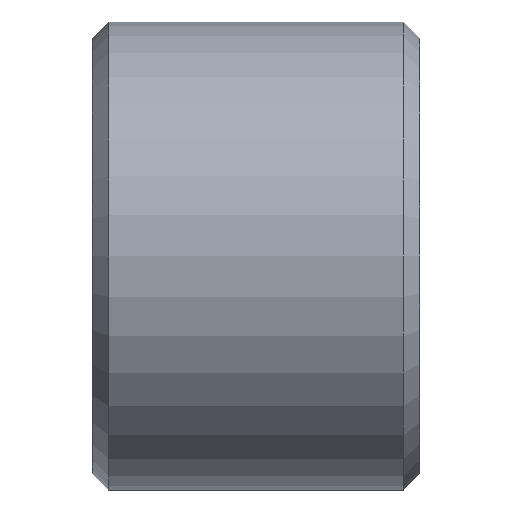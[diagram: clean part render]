
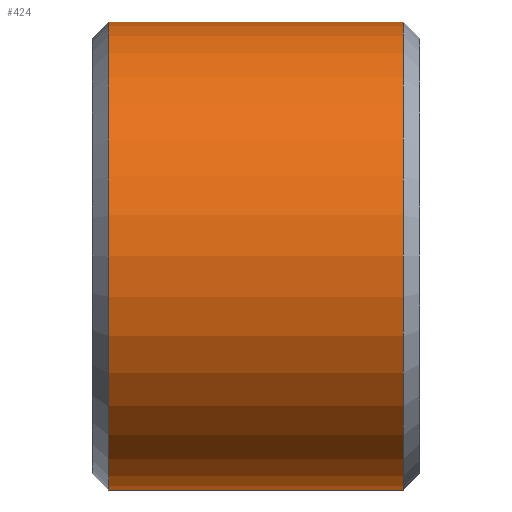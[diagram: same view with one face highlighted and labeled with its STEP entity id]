
A CAD part, left-side view. The second image highlights one B-rep face of the part: STEP entity #424.
In plain terms, the highlighted cylindrical face has radius 7.15 mm (diameter 14.3 mm), a partial arc.
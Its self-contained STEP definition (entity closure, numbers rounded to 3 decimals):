
#23 = CARTESIAN_POINT ( 'NONE',  ( 0., 9.5, -7.15 ) ) ;
#29 = DIRECTION ( 'NONE',  ( 0., 1., 0. ) ) ;
#33 = DIRECTION ( 'NONE',  ( 0., 0., -1. ) ) ;
#39 = VECTOR ( 'NONE', #112, 1000. ) ;
#88 = CYLINDRICAL_SURFACE ( 'NONE', #777, 7.15 ) ;
#112 = DIRECTION ( 'NONE',  ( 0., -1., 0. ) ) ;
#136 = CARTESIAN_POINT ( 'NONE',  ( 0., 0.5, -7.15 ) ) ;
#167 = CARTESIAN_POINT ( 'NONE',  ( 0., 10., 0. ) ) ;
#169 = CARTESIAN_POINT ( 'NONE',  ( 0., 0.5, 0. ) ) ;
#210 = ORIENTED_EDGE ( 'NONE', *, *, #886, .F. ) ;
#248 = CARTESIAN_POINT ( 'NONE',  ( 0., 10., -7.15 ) ) ;
#287 = VERTEX_POINT ( 'NONE', #136 ) ;
#332 = DIRECTION ( 'NONE',  ( 0., -1., 0. ) ) ;
#390 = DIRECTION ( 'NONE',  ( 0., 0., 1. ) ) ;
#424 = ADVANCED_FACE ( 'NONE', ( #537 ), #88, .T. ) ;
#432 = ORIENTED_EDGE ( 'NONE', *, *, #891, .T. ) ;
#452 = VERTEX_POINT ( 'NONE', #615 ) ;
#461 = DIRECTION ( 'NONE',  ( 0., -1., 0. ) ) ;
#473 = CARTESIAN_POINT ( 'NONE',  ( 0., 9.5, 7.15 ) ) ;
#499 = CARTESIAN_POINT ( 'NONE',  ( 0., 9.5, 0. ) ) ;
#508 = DIRECTION ( 'NONE',  ( 0., 0., 1. ) ) ;
#537 = FACE_OUTER_BOUND ( 'NONE', #795, .T. ) ;
#608 = ORIENTED_EDGE ( 'NONE', *, *, #621, .T. ) ;
#615 = CARTESIAN_POINT ( 'NONE',  ( 0., 0.5, 7.15 ) ) ;
#621 = EDGE_CURVE ( 'NONE', #927, #801, #875, .T. ) ;
#712 = DIRECTION ( 'NONE',  ( 0., -1., 0. ) ) ;
#742 = VECTOR ( 'NONE', #332, 1000. ) ;
#771 = AXIS2_PLACEMENT_3D ( 'NONE', #499, #712, #508 ) ;
#777 = AXIS2_PLACEMENT_3D ( 'NONE', #167, #461, #33 ) ;
#781 = LINE ( 'NONE', #839, #742 ) ;
#793 = EDGE_CURVE ( 'NONE', #287, #452, #920, .T. ) ;
#795 = EDGE_LOOP ( 'NONE', ( #432, #921, #210, #608 ) ) ;
#801 = VERTEX_POINT ( 'NONE', #23 ) ;
#839 = CARTESIAN_POINT ( 'NONE',  ( 0., 10., 7.15 ) ) ;
#863 = AXIS2_PLACEMENT_3D ( 'NONE', #169, #29, #390 ) ;
#875 = CIRCLE ( 'NONE', #771, 7.15 ) ;
#886 = EDGE_CURVE ( 'NONE', #927, #452, #781, .T. ) ;
#891 = EDGE_CURVE ( 'NONE', #801, #287, #922, .T. ) ;
#920 = CIRCLE ( 'NONE', #863, 7.15 ) ;
#921 = ORIENTED_EDGE ( 'NONE', *, *, #793, .T. ) ;
#922 = LINE ( 'NONE', #248, #39 ) ;
#927 = VERTEX_POINT ( 'NONE', #473 ) ;
